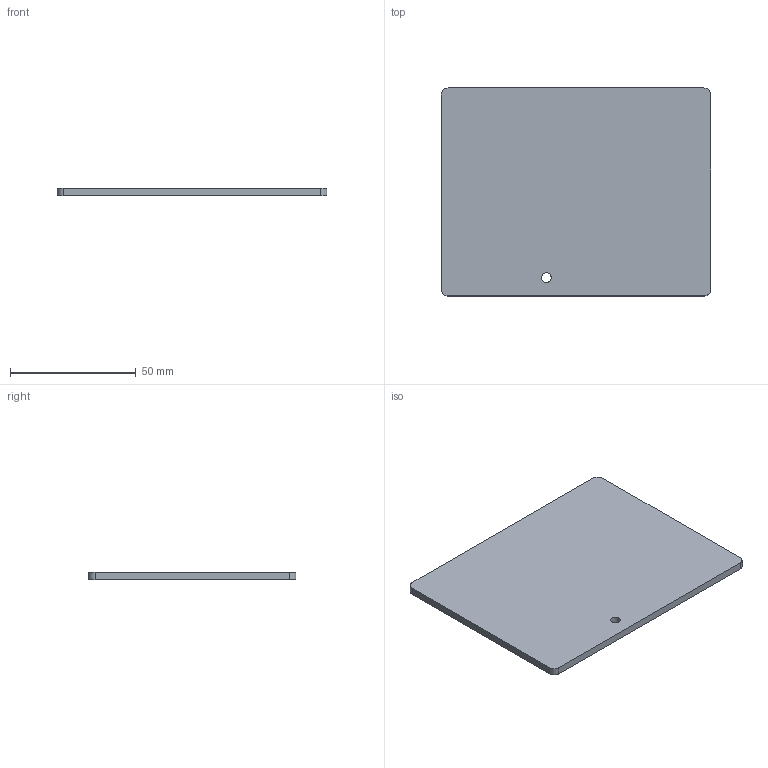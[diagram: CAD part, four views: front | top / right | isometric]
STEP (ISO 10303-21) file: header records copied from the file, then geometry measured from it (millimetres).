
FILE_DESCRIPTION(('HOOPS Exchange Step'),'2;1');
FILE_NAME('temp_export','2025-02-16T01:17:29+01:00',('deployor'),('Shapr3D Limited'),'HOOPS Exchange 2024.8','Shapr3D','Authorized');
FILE_SCHEMA( ('AP242_MANAGED_MODEL_BASED_3D_ENGINEERING_MIM_LF {1 0 10303 442 1 1 4}') );
Length unit declared in the file: millimetre
Products named in the file (2): BOTTOM; root
Assembly tree (1 placements, depth 2):
  root
    BOTTOM
Bounding box: 107.06 x 82.56 x 3 mm (x, y, z)
Volume: 26460.4 mm3; surface area: 18799.4 mm2
Topology: 1 solids, 1 shells, 15 faces, 39 edges, 26 vertices
Faces by surface type: plane 10, cylinder 5
Full cylindrical faces by diameter (mm): 3.8 x1
Entity records: 528 total; most frequent: DIRECTION 87, CARTESIAN_POINT 84, ORIENTED_EDGE 78, EDGE_CURVE 39, AXIS2_PLACEMENT_3D 29, VECTOR 29, LINE 29, VERTEX_POINT 26
